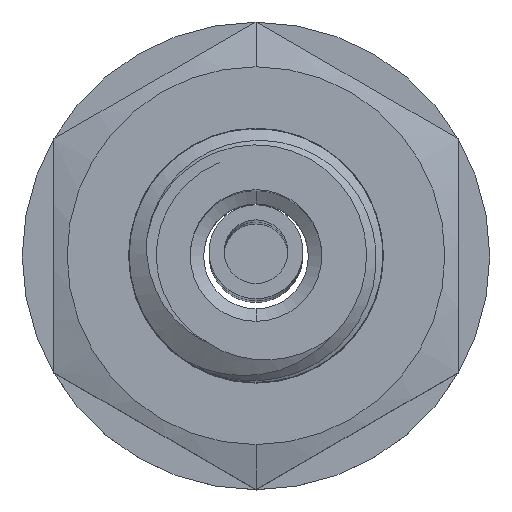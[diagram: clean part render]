
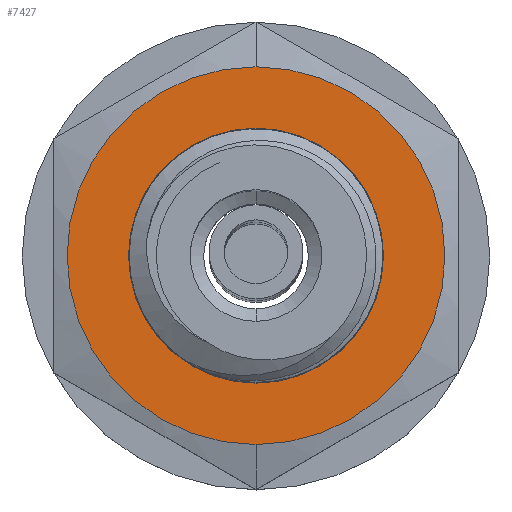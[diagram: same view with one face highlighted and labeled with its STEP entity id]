
A CAD part, top view. The second image highlights one B-rep face of the part: STEP entity #7427.
In plain terms, the highlighted planar face has unit normal (0, 0, 1).
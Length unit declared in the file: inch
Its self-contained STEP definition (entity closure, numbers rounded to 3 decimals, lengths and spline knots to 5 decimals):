
#7122=CARTESIAN_POINT('',(0.,0.,0.0625));
#7123=DIRECTION('',(0.,0.,1.));
#7124=DIRECTION('',(-1.,0.,0.));
#7125=AXIS2_PLACEMENT_3D('',#7122,#7123,#7124);
#7127=CARTESIAN_POINT('',(0.,0.,0.0625));
#7128=DIRECTION('',(0.,0.,1.));
#7129=DIRECTION('',(1.,0.,0.));
#7130=AXIS2_PLACEMENT_3D('',#7127,#7128,#7129);
#7132=CARTESIAN_POINT('',(0.,0.,0.0625));
#7133=DIRECTION('',(0.,0.,-1.));
#7134=DIRECTION('',(0.,1.,0.));
#7135=AXIS2_PLACEMENT_3D('',#7132,#7133,#7134);
#7137=CARTESIAN_POINT('',(0.,0.,0.0625));
#7138=DIRECTION('',(0.,0.,-1.));
#7139=DIRECTION('',(0.,-1.,0.));
#7140=AXIS2_PLACEMENT_3D('',#7137,#7138,#7139);
#7342=CARTESIAN_POINT('',(-0.1035,0.,0.0625));
#7343=CARTESIAN_POINT('',(0.1035,0.,0.0625));
#7344=VERTEX_POINT('',#7342);
#7345=VERTEX_POINT('',#7343);
#7350=CARTESIAN_POINT('',(0.,0.175,0.0625));
#7351=CARTESIAN_POINT('',(0.,-0.175,0.0625));
#7352=VERTEX_POINT('',#7350);
#7353=VERTEX_POINT('',#7351);
#7412=CARTESIAN_POINT('',(0.,0.,0.0625));
#7413=DIRECTION('',(0.,0.,1.));
#7414=DIRECTION('',(1.,0.,0.));
#7415=AXIS2_PLACEMENT_3D('',#7412,#7413,#7414);
#7416=PLANE('',#7415);
#7418=ORIENTED_EDGE('',*,*,#7417,.T.);
#7420=ORIENTED_EDGE('',*,*,#7419,.T.);
#7421=EDGE_LOOP('',(#7418,#7420));
#7422=FACE_OUTER_BOUND('',#7421,.F.);
#7423=ORIENTED_EDGE('',*,*,#7392,.T.);
#7424=ORIENTED_EDGE('',*,*,#7406,.T.);
#7425=EDGE_LOOP('',(#7423,#7424));
#7426=FACE_BOUND('',#7425,.F.);
#7427=ADVANCED_FACE('',(#7422,#7426),#7416,.T.);
#7126=CIRCLE('',#7125,0.1035);
#7131=CIRCLE('',#7130,0.1035);
#7136=CIRCLE('',#7135,0.175);
#7141=CIRCLE('',#7140,0.175);
#7392=EDGE_CURVE('',#7344,#7345,#7126,.T.);
#7406=EDGE_CURVE('',#7345,#7344,#7131,.T.);
#7417=EDGE_CURVE('',#7352,#7353,#7136,.T.);
#7419=EDGE_CURVE('',#7353,#7352,#7141,.T.);
